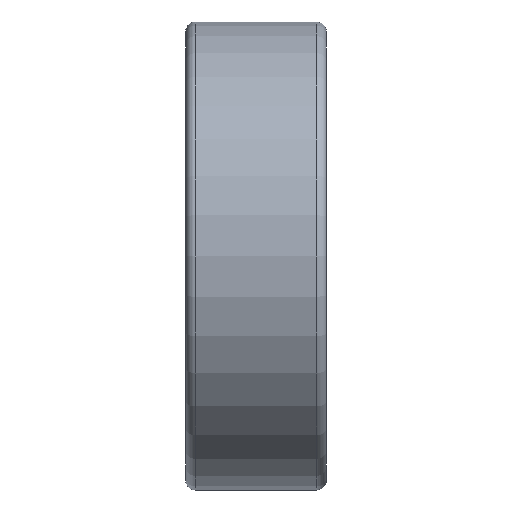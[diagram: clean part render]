
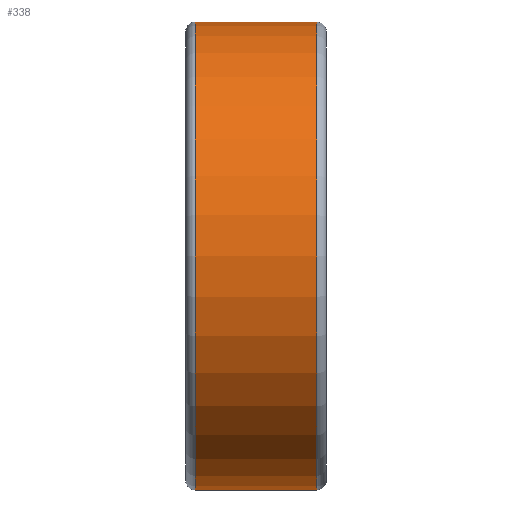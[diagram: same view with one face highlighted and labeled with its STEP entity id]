
A CAD part, front view. The second image highlights one B-rep face of the part: STEP entity #338.
In plain terms, the highlighted cylindrical face has radius 15 mm (diameter 30 mm), a full revolution.
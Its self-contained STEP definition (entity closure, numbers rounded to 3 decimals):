
#338 = ADVANCED_FACE( '', ( #395, #396 ), #397, .T. );
#395 = FACE_OUTER_BOUND( '', #498, .T. );
#396 = FACE_OUTER_BOUND( '', #499, .T. );
#397 = CYLINDRICAL_SURFACE( '', #500, 15. );
#498 = EDGE_LOOP( '', ( #622 ) );
#499 = EDGE_LOOP( '', ( #623 ) );
#500 = AXIS2_PLACEMENT_3D( '', #624, #625, #626 );
#622 = ORIENTED_EDGE( '', *, *, #746, .T. );
#623 = ORIENTED_EDGE( '', *, *, #747, .F. );
#624 = CARTESIAN_POINT( '', ( 8.4, 0., 0. ) );
#625 = DIRECTION( '', ( -1., 0., 0. ) );
#626 = DIRECTION( '', ( 0., 0., -1. ) );
#746 = EDGE_CURVE( '', #794, #794, #795, .T. );
#747 = EDGE_CURVE( '', #796, #796, #797, .T. );
#794 = VERTEX_POINT( '', #858 );
#795 = CIRCLE( '', #859, 15. );
#796 = VERTEX_POINT( '', #860 );
#797 = CIRCLE( '', #861, 15. );
#858 = CARTESIAN_POINT( '', ( 0.6, 0., -15. ) );
#859 = AXIS2_PLACEMENT_3D( '', #933, #934, #935 );
#860 = CARTESIAN_POINT( '', ( 8.4, 0., -15. ) );
#861 = AXIS2_PLACEMENT_3D( '', #936, #937, #938 );
#933 = CARTESIAN_POINT( '', ( 0.6, 0., 0. ) );
#934 = DIRECTION( '', ( 1., 0., 0. ) );
#935 = DIRECTION( '', ( 0., 0., -1. ) );
#936 = CARTESIAN_POINT( '', ( 8.4, 0., 0. ) );
#937 = DIRECTION( '', ( 1., 0., 0. ) );
#938 = DIRECTION( '', ( 0., 0., -1. ) );
